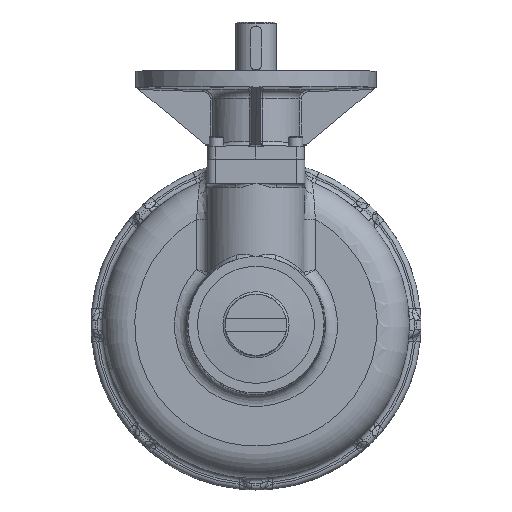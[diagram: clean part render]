
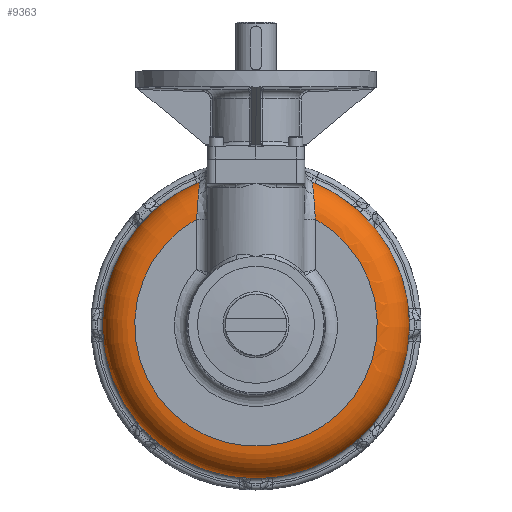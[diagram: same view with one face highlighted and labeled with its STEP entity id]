
A CAD part, top view. The second image highlights one B-rep face of the part: STEP entity #9363.
In plain terms, the highlighted toroidal (fillet/blend) face has major radius 151.5 mm and minor radius 40 mm.
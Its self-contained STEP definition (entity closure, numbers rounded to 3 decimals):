
#306=TOROIDAL_SURFACE('',#13944,151.5,40.);
#584=B_SPLINE_CURVE_WITH_KNOTS('',3,(#29224,#29225,#29226,#29227,#29228,
#29229,#29230,#29231),.UNSPECIFIED.,.F.,.F.,(4,1,1,1,1,4),(0.035,
0.043,0.048,0.052,0.06,
0.068),.UNSPECIFIED.);
#587=B_SPLINE_CURVE_WITH_KNOTS('',3,(#29317,#29318,#29319,#29320,#29321,
#29322,#29323),.UNSPECIFIED.,.F.,.F.,(4,1,1,1,4),(0.,0.008,
0.017,0.025,0.034),.UNSPECIFIED.);
#590=B_SPLINE_CURVE_WITH_KNOTS('',3,(#29421,#29422,#29423,#29424,#29425,
#29426,#29427,#29428),.UNSPECIFIED.,.F.,.F.,(4,1,1,1,1,4),(0.,0.009,
0.013,0.017,0.026,0.034),
 .UNSPECIFIED.);
#592=B_SPLINE_CURVE_WITH_KNOTS('',3,(#29550,#29551,#29552,#29553,#29554,
#29555,#29556,#29557,#29558),.UNSPECIFIED.,.F.,.F.,(4,1,1,1,1,1,4),(0.,
0.008,0.013,0.017,0.021,
0.025,0.034),.UNSPECIFIED.);
#4133=ORIENTED_EDGE('',*,*,#5657,.F.);
#4134=ORIENTED_EDGE('',*,*,#5633,.T.);
#4135=ORIENTED_EDGE('',*,*,#5629,.T.);
#4136=ORIENTED_EDGE('',*,*,#5658,.F.);
#4137=ORIENTED_EDGE('',*,*,#5647,.T.);
#4138=ORIENTED_EDGE('',*,*,#5644,.T.);
#5629=EDGE_CURVE('',#6538,#6536,#584,.T.);
#5633=EDGE_CURVE('',#6540,#6538,#587,.T.);
#5644=EDGE_CURVE('',#6544,#6543,#590,.T.);
#5647=EDGE_CURVE('',#6546,#6544,#592,.T.);
#5657=EDGE_CURVE('',#6540,#6543,#7147,.T.);
#5658=EDGE_CURVE('',#6546,#6536,#7148,.F.);
#6536=VERTEX_POINT('',#29127);
#6538=VERTEX_POINT('',#29213);
#6540=VERTEX_POINT('',#29303);
#6543=VERTEX_POINT('',#29334);
#6544=VERTEX_POINT('',#29407);
#6546=VERTEX_POINT('',#29538);
#7147=CIRCLE('',#13945,151.5);
#7148=CIRCLE('',#13946,191.5);
#7872=EDGE_LOOP('',(#4133,#4134,#4135,#4136,#4137,#4138));
#8617=FACE_BOUND('',#7872,.T.);
#9363=ADVANCED_FACE('',(#8617),#306,.T.);
#13944=AXIS2_PLACEMENT_3D('',#29657,#16711,#16712);
#13945=AXIS2_PLACEMENT_3D('',#29658,#16713,#16714);
#13946=AXIS2_PLACEMENT_3D('',#29659,#16715,#16716);
#16711=DIRECTION('',(0.,0.,1.));
#16712=DIRECTION('',(-1.,0.,0.));
#16713=DIRECTION('',(0.,0.,1.));
#16714=DIRECTION('',(-1.,0.,0.));
#16715=DIRECTION('',(0.,0.,1.));
#16716=DIRECTION('',(-1.,0.,0.));
#29127=CARTESIAN_POINT('',(-70.479,-3.916,-40.3));
#29213=CARTESIAN_POINT('',(-71.894,-18.352,-10.991));
#29224=CARTESIAN_POINT('',(-71.894,-18.352,-10.991));
#29225=CARTESIAN_POINT('',(-71.661,-16.151,-12.776));
#29226=CARTESIAN_POINT('',(-71.359,-13.172,-15.734));
#29227=CARTESIAN_POINT('',(-71.036,-9.87,-20.24));
#29228=CARTESIAN_POINT('',(-70.765,-7.027,-25.187));
#29229=CARTESIAN_POINT('',(-70.542,-4.612,-31.752));
#29230=CARTESIAN_POINT('',(-70.479,-3.916,-37.45));
#29231=CARTESIAN_POINT('',(-70.479,-3.916,-40.3));
#29303=CARTESIAN_POINT('',(-74.565,-50.095,-0.3));
#29317=CARTESIAN_POINT('',(-74.565,-50.095,-0.3));
#29318=CARTESIAN_POINT('',(-74.145,-47.244,-0.3));
#29319=CARTESIAN_POINT('',(-73.45,-41.599,-0.688));
#29320=CARTESIAN_POINT('',(-72.815,-33.338,-2.572));
#29321=CARTESIAN_POINT('',(-72.429,-25.33,-5.993));
#29322=CARTESIAN_POINT('',(-72.13,-20.591,-9.175));
#29323=CARTESIAN_POINT('',(-71.894,-18.352,-10.991));
#29334=CARTESIAN_POINT('',(74.565,-50.095,-0.3));
#29407=CARTESIAN_POINT('',(71.894,-18.352,-10.991));
#29421=CARTESIAN_POINT('',(71.894,-18.352,-10.991));
#29422=CARTESIAN_POINT('',(72.129,-20.584,-9.181));
#29423=CARTESIAN_POINT('',(72.354,-24.133,-6.804));
#29424=CARTESIAN_POINT('',(72.616,-29.24,-4.318));
#29425=CARTESIAN_POINT('',(72.916,-34.634,-2.283));
#29426=CARTESIAN_POINT('',(73.444,-41.555,-0.69));
#29427=CARTESIAN_POINT('',(74.145,-47.248,-0.3));
#29428=CARTESIAN_POINT('',(74.565,-50.095,-0.3));
#29538=CARTESIAN_POINT('',(70.479,-3.916,-40.3));
#29550=CARTESIAN_POINT('',(70.479,-3.916,-40.3));
#29551=CARTESIAN_POINT('',(70.479,-3.916,-37.454));
#29552=CARTESIAN_POINT('',(70.524,-4.414,-33.281));
#29553=CARTESIAN_POINT('',(70.675,-6.052,-27.841));
#29554=CARTESIAN_POINT('',(70.833,-7.737,-23.954));
#29555=CARTESIAN_POINT('',(71.032,-9.825,-20.31));
#29556=CARTESIAN_POINT('',(71.359,-13.177,-15.717));
#29557=CARTESIAN_POINT('',(71.663,-16.171,-12.76));
#29558=CARTESIAN_POINT('',(71.894,-18.352,-10.991));
#29657=CARTESIAN_POINT('',(0.,-181.975,-40.3));
#29658=CARTESIAN_POINT('',(0.,-181.975,-0.3));
#29659=CARTESIAN_POINT('',(0.,-181.975,-40.3));
